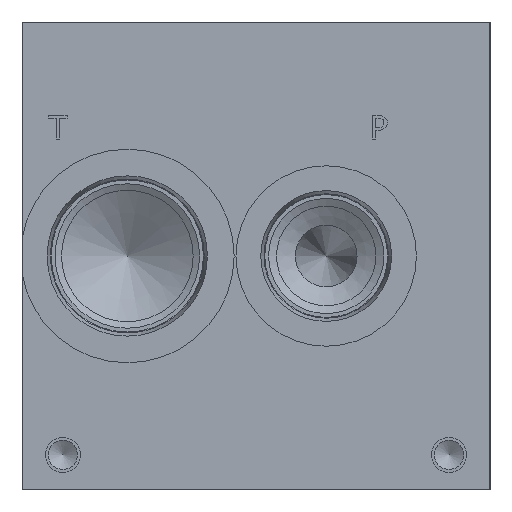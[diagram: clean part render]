
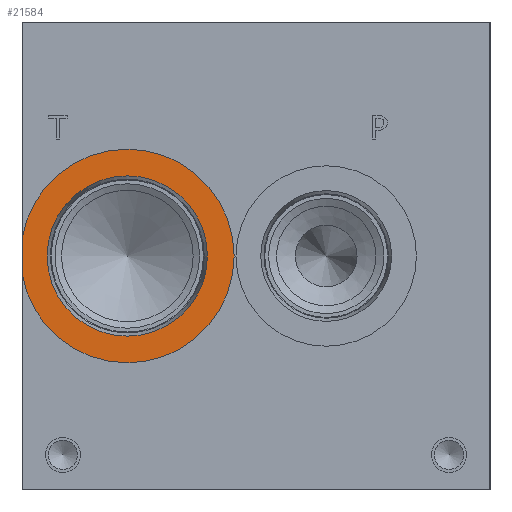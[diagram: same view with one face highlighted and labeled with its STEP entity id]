
A CAD part, left-side view. The second image highlights one B-rep face of the part: STEP entity #21584.
In plain terms, the highlighted planar face has unit normal (-1, 0, 0).
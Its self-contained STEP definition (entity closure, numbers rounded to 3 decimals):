
#1353=CIRCLE('',#23259,28.981);
#1354=CIRCLE('',#23260,21.755);
#1355=CIRCLE('',#23261,21.755);
#1967=FACE_BOUND('',#4469,.T.);
#3164=FACE_OUTER_BOUND('',#4468,.T.);
#4468=EDGE_LOOP('',(#19060,#19061));
#4469=EDGE_LOOP('',(#19062,#19063));
#6342=LINE('',#37518,#8150);
#8150=VECTOR('',#28379,10.);
#10235=VERTEX_POINT('',#37516);
#10236=VERTEX_POINT('',#37517);
#10237=VERTEX_POINT('',#37520);
#10238=VERTEX_POINT('',#37521);
#13229=EDGE_CURVE('',#10235,#10236,#6342,.T.);
#13230=EDGE_CURVE('',#10236,#10235,#1353,.T.);
#13231=EDGE_CURVE('',#10237,#10238,#1354,.T.);
#13232=EDGE_CURVE('',#10238,#10237,#1355,.T.);
#19060=ORIENTED_EDGE('',*,*,#13229,.F.);
#19061=ORIENTED_EDGE('',*,*,#13230,.F.);
#19062=ORIENTED_EDGE('',*,*,#13231,.T.);
#19063=ORIENTED_EDGE('',*,*,#13232,.T.);
#19784=PLANE('',#23258);
#21584=ADVANCED_FACE('',(#3164,#1967),#19784,.F.);
#23258=AXIS2_PLACEMENT_3D('',#37515,#28377,#28378);
#23259=AXIS2_PLACEMENT_3D('',#37519,#28380,#28381);
#23260=AXIS2_PLACEMENT_3D('',#37522,#28382,#28383);
#23261=AXIS2_PLACEMENT_3D('',#37523,#28384,#28385);
#28377=DIRECTION('center_axis',(1.,0.,0.));
#28378=DIRECTION('ref_axis',(0.,0.,-1.));
#28379=DIRECTION('',(0.,0.,1.));
#28380=DIRECTION('center_axis',(1.,0.,0.));
#28381=DIRECTION('ref_axis',(0.,0.,-1.));
#28382=DIRECTION('center_axis',(1.,0.,0.));
#28383=DIRECTION('ref_axis',(0.,0.,-1.));
#28384=DIRECTION('center_axis',(1.,0.,0.));
#28385=DIRECTION('ref_axis',(0.,0.,-1.));
#37515=CARTESIAN_POINT('Origin',(0.787,98.425,85.255));
#37516=CARTESIAN_POINT('',(0.787,127.,58.664));
#37517=CARTESIAN_POINT('',(0.787,127.,68.336));
#37518=CARTESIAN_POINT('',(0.787,127.,42.628));
#37519=CARTESIAN_POINT('Origin',(0.787,98.425,63.5));
#37520=CARTESIAN_POINT('',(0.787,98.425,85.255));
#37521=CARTESIAN_POINT('',(0.787,98.425,41.745));
#37522=CARTESIAN_POINT('Origin',(0.787,98.425,63.5));
#37523=CARTESIAN_POINT('Origin',(0.787,98.425,63.5));
